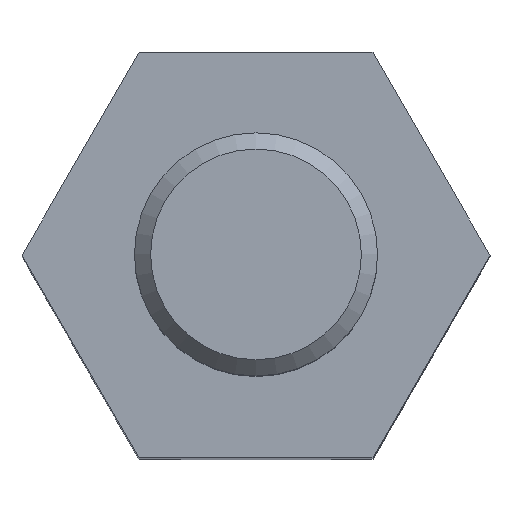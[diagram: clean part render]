
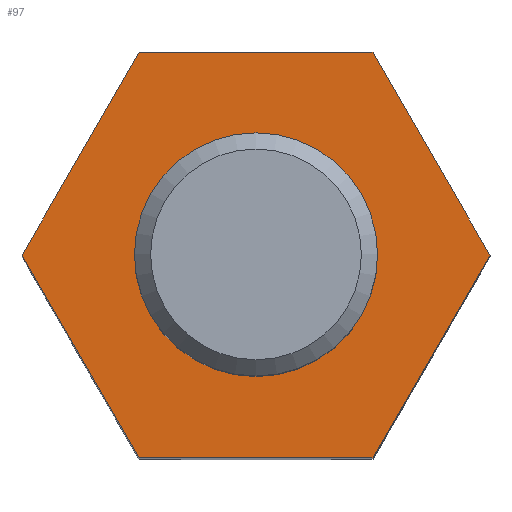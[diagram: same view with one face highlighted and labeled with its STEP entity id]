
A CAD part, top view. The second image highlights one B-rep face of the part: STEP entity #97.
In plain terms, the highlighted planar face has unit normal (0, 0, 1).
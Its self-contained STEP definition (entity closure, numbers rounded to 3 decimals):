
#97 = ADVANCED_FACE( '', ( #199, #200 ), #201, .T. );
#199 = FACE_BOUND( '', #293, .T. );
#200 = FACE_OUTER_BOUND( '', #294, .T. );
#201 = PLANE( '', #295 );
#293 = EDGE_LOOP( '', ( #470 ) );
#294 = EDGE_LOOP( '', ( #471, #472, #473, #474, #475, #476 ) );
#295 = AXIS2_PLACEMENT_3D( '', #477, #478, #479 );
#470 = ORIENTED_EDGE( '', *, *, #536, .T. );
#471 = ORIENTED_EDGE( '', *, *, #545, .T. );
#472 = ORIENTED_EDGE( '', *, *, #539, .T. );
#473 = ORIENTED_EDGE( '', *, *, #486, .T. );
#474 = ORIENTED_EDGE( '', *, *, #533, .T. );
#475 = ORIENTED_EDGE( '', *, *, #524, .T. );
#476 = ORIENTED_EDGE( '', *, *, #512, .T. );
#477 = CARTESIAN_POINT( '', ( 0., 0., 25. ) );
#478 = DIRECTION( '', ( 0., 0., 1. ) );
#479 = DIRECTION( '', ( 1., 0., 0. ) );
#486 = EDGE_CURVE( '', #558, #556, #559, .T. );
#512 = EDGE_CURVE( '', #597, #595, #598, .T. );
#524 = EDGE_CURVE( '', #615, #597, #616, .T. );
#533 = EDGE_CURVE( '', #556, #615, #626, .T. );
#536 = EDGE_CURVE( '', #629, #629, #630, .F. );
#539 = EDGE_CURVE( '', #633, #558, #634, .T. );
#545 = EDGE_CURVE( '', #595, #633, #640, .T. );
#556 = VERTEX_POINT( '', #658 );
#558 = VERTEX_POINT( '', #661 );
#559 = LINE( '', #662, #663 );
#595 = VERTEX_POINT( '', #743 );
#597 = VERTEX_POINT( '', #746 );
#598 = LINE( '', #747, #748 );
#615 = VERTEX_POINT( '', #773 );
#616 = LINE( '', #774, #775 );
#626 = LINE( '', #798, #799 );
#629 = VERTEX_POINT( '', #809 );
#630 = CIRCLE( '', #810, 2.792 );
#633 = VERTEX_POINT( '', #813 );
#634 = LINE( '', #814, #815 );
#640 = LINE( '', #822, #823 );
#658 = CARTESIAN_POINT( '', ( -2.887, -5., 25. ) );
#661 = CARTESIAN_POINT( '', ( -5.774, 0., 25. ) );
#662 = CARTESIAN_POINT( '', ( -5.774, 0., 25. ) );
#663 = VECTOR( '', #832, 1000. );
#743 = CARTESIAN_POINT( '', ( 2.887, 5., 25. ) );
#746 = CARTESIAN_POINT( '', ( 5.774, 0., 25. ) );
#747 = CARTESIAN_POINT( '', ( 5.774, 0., 25. ) );
#748 = VECTOR( '', #856, 1000. );
#773 = CARTESIAN_POINT( '', ( 2.887, -5., 25. ) );
#774 = CARTESIAN_POINT( '', ( 2.887, -5., 25. ) );
#775 = VECTOR( '', #873, 1000. );
#798 = CARTESIAN_POINT( '', ( -2.887, -5., 25. ) );
#799 = VECTOR( '', #881, 1000. );
#809 = CARTESIAN_POINT( '', ( 2.792, 0., 25. ) );
#810 = AXIS2_PLACEMENT_3D( '', #882, #883, #884 );
#813 = CARTESIAN_POINT( '', ( -2.887, 5., 25. ) );
#814 = CARTESIAN_POINT( '', ( -2.887, 5., 25. ) );
#815 = VECTOR( '', #885, 1000. );
#822 = CARTESIAN_POINT( '', ( 2.887, 5., 25. ) );
#823 = VECTOR( '', #887, 1000. );
#832 = DIRECTION( '', ( 0.5, -0.866, 0. ) );
#856 = DIRECTION( '', ( -0.5, 0.866, 0. ) );
#873 = DIRECTION( '', ( 0.5, 0.866, 0. ) );
#881 = DIRECTION( '', ( 1., 0., 0. ) );
#882 = CARTESIAN_POINT( '', ( 0., 0., 25. ) );
#883 = DIRECTION( '', ( 0., 0., 1. ) );
#884 = DIRECTION( '', ( 1., 0., 0. ) );
#885 = DIRECTION( '', ( -0.5, -0.866, 0. ) );
#887 = DIRECTION( '', ( -1., 0., 0. ) );
